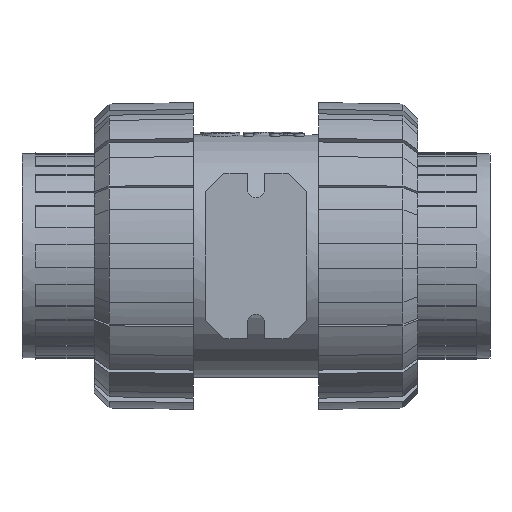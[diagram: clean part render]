
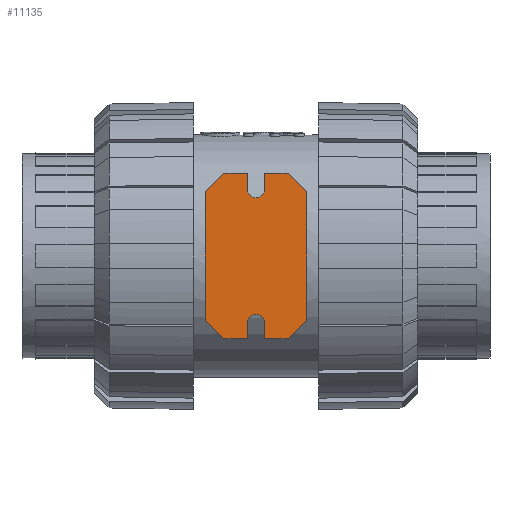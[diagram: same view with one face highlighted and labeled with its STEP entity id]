
A CAD part, front view. The second image highlights one B-rep face of the part: STEP entity #11135.
In plain terms, the highlighted planar face has unit normal (0, -1, 0).
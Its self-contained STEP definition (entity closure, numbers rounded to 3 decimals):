
#1394=LINE('',#19952,#2209);
#1446=LINE('',#20067,#2261);
#1448=LINE('',#20071,#2263);
#1450=LINE('',#20075,#2265);
#1453=LINE('',#20083,#2268);
#1455=LINE('',#20087,#2270);
#1457=LINE('',#20091,#2272);
#1459=LINE('',#20095,#2274);
#1461=LINE('',#20099,#2276);
#1463=LINE('',#20103,#2278);
#1465=LINE('',#20107,#2280);
#1468=LINE('',#20115,#2283);
#1470=LINE('',#20119,#2285);
#1471=LINE('',#20121,#2286);
#2209=VECTOR('',#14917,1.);
#2261=VECTOR('',#15025,1.);
#2263=VECTOR('',#15029,1.);
#2265=VECTOR('',#15033,1.);
#2268=VECTOR('',#15042,1.);
#2270=VECTOR('',#15046,1.);
#2272=VECTOR('',#15050,1.);
#2274=VECTOR('',#15054,1.);
#2276=VECTOR('',#15058,1.);
#2278=VECTOR('',#15062,1.);
#2280=VECTOR('',#15066,1.);
#2283=VECTOR('',#15075,1.);
#2285=VECTOR('',#15079,1.);
#2286=VECTOR('',#15082,1.);
#2985=FACE_OUTER_BOUND('',#3597,.T.);
#3597=EDGE_LOOP('',(#10070,#10071,#10072,#10073,#10074,#10075,#10076,#10077,
#10078,#10079,#10080,#10081,#10082,#10083,#10084,#10085));
#4099=CIRCLE('',#12208,3.2);
#4100=CIRCLE('',#12217,3.2);
#5154=VERTEX_POINT('',#19949);
#5155=VERTEX_POINT('',#19951);
#5190=VERTEX_POINT('',#20065);
#5191=VERTEX_POINT('',#20069);
#5192=VERTEX_POINT('',#20073);
#5193=VERTEX_POINT('',#20077);
#5194=VERTEX_POINT('',#20081);
#5195=VERTEX_POINT('',#20085);
#5196=VERTEX_POINT('',#20089);
#5197=VERTEX_POINT('',#20093);
#5198=VERTEX_POINT('',#20097);
#5199=VERTEX_POINT('',#20101);
#5200=VERTEX_POINT('',#20105);
#5201=VERTEX_POINT('',#20109);
#5202=VERTEX_POINT('',#20113);
#5203=VERTEX_POINT('',#20117);
#6765=EDGE_CURVE('',#5155,#5154,#1394,.T.);
#6823=EDGE_CURVE('',#5154,#5190,#1446,.T.);
#6825=EDGE_CURVE('',#5190,#5191,#1448,.T.);
#6827=EDGE_CURVE('',#5191,#5192,#1450,.T.);
#6829=EDGE_CURVE('',#5192,#5193,#4099,.T.);
#6831=EDGE_CURVE('',#5193,#5194,#1453,.T.);
#6833=EDGE_CURVE('',#5194,#5195,#1455,.T.);
#6835=EDGE_CURVE('',#5195,#5196,#1457,.T.);
#6837=EDGE_CURVE('',#5196,#5197,#1459,.T.);
#6839=EDGE_CURVE('',#5197,#5198,#1461,.T.);
#6841=EDGE_CURVE('',#5198,#5199,#1463,.T.);
#6843=EDGE_CURVE('',#5199,#5200,#1465,.T.);
#6845=EDGE_CURVE('',#5200,#5201,#4100,.T.);
#6847=EDGE_CURVE('',#5201,#5202,#1468,.T.);
#6849=EDGE_CURVE('',#5202,#5203,#1470,.T.);
#6850=EDGE_CURVE('',#5203,#5155,#1471,.T.);
#10070=ORIENTED_EDGE('',*,*,#6765,.T.);
#10071=ORIENTED_EDGE('',*,*,#6823,.T.);
#10072=ORIENTED_EDGE('',*,*,#6825,.T.);
#10073=ORIENTED_EDGE('',*,*,#6827,.T.);
#10074=ORIENTED_EDGE('',*,*,#6829,.T.);
#10075=ORIENTED_EDGE('',*,*,#6831,.T.);
#10076=ORIENTED_EDGE('',*,*,#6833,.T.);
#10077=ORIENTED_EDGE('',*,*,#6835,.T.);
#10078=ORIENTED_EDGE('',*,*,#6837,.T.);
#10079=ORIENTED_EDGE('',*,*,#6839,.T.);
#10080=ORIENTED_EDGE('',*,*,#6841,.T.);
#10081=ORIENTED_EDGE('',*,*,#6843,.T.);
#10082=ORIENTED_EDGE('',*,*,#6845,.T.);
#10083=ORIENTED_EDGE('',*,*,#6847,.T.);
#10084=ORIENTED_EDGE('',*,*,#6849,.T.);
#10085=ORIENTED_EDGE('',*,*,#6850,.T.);
#10557=PLANE('',#12221);
#11135=ADVANCED_FACE('',(#2985),#10557,.F.);
#12208=AXIS2_PLACEMENT_3D('',#20079,#15037,#15038);
#12217=AXIS2_PLACEMENT_3D('',#20111,#15070,#15071);
#12221=AXIS2_PLACEMENT_3D('',#20122,#15083,#15084);
#14917=DIRECTION('',(0.,0.,-1.));
#15025=DIRECTION('',(0.707,0.,-0.707));
#15029=DIRECTION('',(1.,0.,0.));
#15033=DIRECTION('',(0.,0.,1.));
#15037=DIRECTION('center_axis',(0.,1.,0.));
#15038=DIRECTION('ref_axis',(-1.,0.,0.));
#15042=DIRECTION('',(0.,0.,-1.));
#15046=DIRECTION('',(1.,0.,0.));
#15050=DIRECTION('',(0.707,0.,0.707));
#15054=DIRECTION('',(0.,0.,1.));
#15058=DIRECTION('',(-0.707,0.,0.707));
#15062=DIRECTION('',(-1.,0.,0.));
#15066=DIRECTION('',(0.,0.,-1.));
#15070=DIRECTION('center_axis',(0.,1.,0.));
#15071=DIRECTION('ref_axis',(1.,0.,0.));
#15075=DIRECTION('',(0.,0.,1.));
#15079=DIRECTION('',(-1.,0.,0.));
#15082=DIRECTION('',(-0.707,0.,-0.707));
#15083=DIRECTION('center_axis',(0.,1.,0.));
#15084=DIRECTION('ref_axis',(1.,0.,0.));
#19949=CARTESIAN_POINT('',(-19.,-64.,-24.));
#19951=CARTESIAN_POINT('',(-19.,-64.,24.));
#19952=CARTESIAN_POINT('',(-19.,-64.,0.));
#20065=CARTESIAN_POINT('',(-12.,-64.,-31.));
#20067=CARTESIAN_POINT('',(-19.,-64.,-24.));
#20069=CARTESIAN_POINT('',(-3.2,-64.,-31.));
#20071=CARTESIAN_POINT('',(-12.,-64.,-31.));
#20073=CARTESIAN_POINT('',(-3.2,-64.,-25.));
#20075=CARTESIAN_POINT('',(-3.2,-64.,-31.));
#20077=CARTESIAN_POINT('',(3.2,-64.,-25.));
#20079=CARTESIAN_POINT('Origin',(0.,-64.,-25.));
#20081=CARTESIAN_POINT('',(3.2,-64.,-31.));
#20083=CARTESIAN_POINT('',(3.2,-64.,-25.));
#20085=CARTESIAN_POINT('',(12.,-64.,-31.));
#20087=CARTESIAN_POINT('',(3.2,-64.,-31.));
#20089=CARTESIAN_POINT('',(19.,-64.,-24.));
#20091=CARTESIAN_POINT('',(12.,-64.,-31.));
#20093=CARTESIAN_POINT('',(19.,-64.,24.));
#20095=CARTESIAN_POINT('',(19.,-64.,-24.));
#20097=CARTESIAN_POINT('',(12.,-64.,31.));
#20099=CARTESIAN_POINT('',(19.,-64.,24.));
#20101=CARTESIAN_POINT('',(3.2,-64.,31.));
#20103=CARTESIAN_POINT('',(12.,-64.,31.));
#20105=CARTESIAN_POINT('',(3.2,-64.,25.));
#20107=CARTESIAN_POINT('',(3.2,-64.,31.));
#20109=CARTESIAN_POINT('',(-3.2,-64.,25.));
#20111=CARTESIAN_POINT('Origin',(0.,-64.,25.));
#20113=CARTESIAN_POINT('',(-3.2,-64.,31.));
#20115=CARTESIAN_POINT('',(-3.2,-64.,25.));
#20117=CARTESIAN_POINT('',(-12.,-64.,31.));
#20119=CARTESIAN_POINT('',(-3.2,-64.,31.));
#20121=CARTESIAN_POINT('',(-12.,-64.,31.));
#20122=CARTESIAN_POINT('Origin',(0.,-64.,0.));
